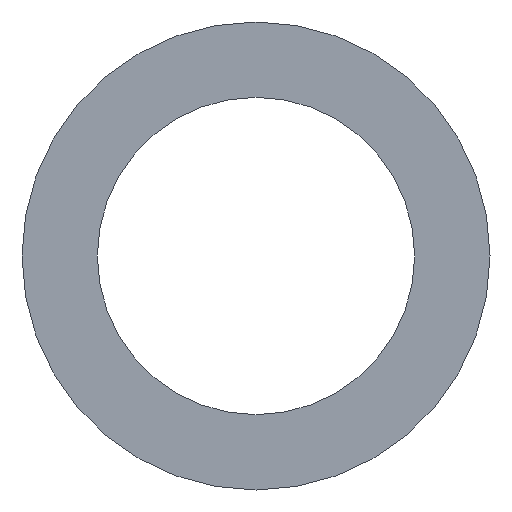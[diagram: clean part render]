
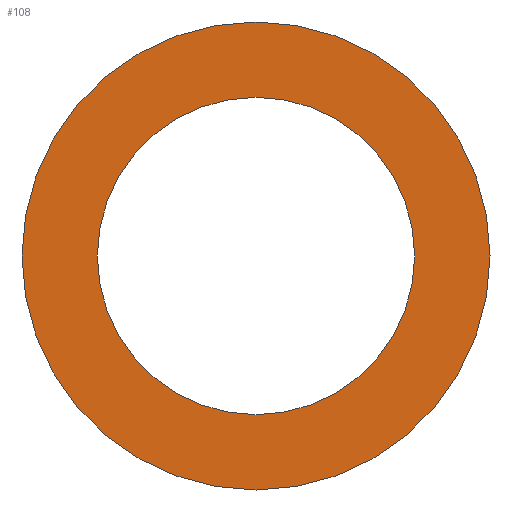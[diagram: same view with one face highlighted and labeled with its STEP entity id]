
A CAD part, left-side view. The second image highlights one B-rep face of the part: STEP entity #108.
In plain terms, the highlighted planar face has unit normal (-1, 0, 0).
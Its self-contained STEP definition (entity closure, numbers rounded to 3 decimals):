
#72 = VERTEX_POINT( '', #184 );
#104 = EDGE_CURVE( '', #152, #154, #221, .T. );
#108 = ADVANCED_FACE( '', ( #225, #226 ), #227, .T. );
#122 = EDGE_CURVE( '', #72, #128, #241, .T. );
#126 = EDGE_CURVE( '', #128, #72, #245, .T. );
#128 = VERTEX_POINT( '', #247 );
#152 = VERTEX_POINT( '', #275 );
#154 = VERTEX_POINT( '', #277 );
#158 = EDGE_CURVE( '', #154, #152, #281, .T. );
#184 = CARTESIAN_POINT( '', ( -168., -198.3, 0. ) );
#221 = CIRCLE( '', #351, 292.5 );
#225 = FACE_BOUND( '', #357, .T. );
#226 = FACE_OUTER_BOUND( '', #358, .T. );
#227 = PLANE( '', #359 );
#241 = CIRCLE( '', #375, 198.3 );
#245 = CIRCLE( '', #381, 198.3 );
#247 = CARTESIAN_POINT( '', ( -168., 198.3, 0. ) );
#275 = CARTESIAN_POINT( '', ( -168., 292.5, 0. ) );
#277 = CARTESIAN_POINT( '', ( -168., -292.5, 0. ) );
#281 = CIRCLE( '', #424, 292.5 );
#351 = AXIS2_PLACEMENT_3D( '', #493, #494, #495 );
#357 = EDGE_LOOP( '', ( #498, #499 ) );
#358 = EDGE_LOOP( '', ( #500, #501 ) );
#359 = AXIS2_PLACEMENT_3D( '', #502, #503, #504 );
#375 = AXIS2_PLACEMENT_3D( '', #512, #513, #514 );
#381 = AXIS2_PLACEMENT_3D( '', #518, #519, #520 );
#424 = AXIS2_PLACEMENT_3D( '', #553, #554, #555 );
#493 = CARTESIAN_POINT( '', ( -168., 0., 0. ) );
#494 = DIRECTION( '', ( -1., 0., 0. ) );
#495 = DIRECTION( '', ( 0., 1., 0. ) );
#498 = ORIENTED_EDGE( '', *, *, #126, .F. );
#499 = ORIENTED_EDGE( '', *, *, #122, .F. );
#500 = ORIENTED_EDGE( '', *, *, #104, .T. );
#501 = ORIENTED_EDGE( '', *, *, #158, .T. );
#502 = CARTESIAN_POINT( '', ( -168., 245.4, 0. ) );
#503 = DIRECTION( '', ( -1., 0., 0. ) );
#504 = DIRECTION( '', ( 0., 1., 0. ) );
#512 = CARTESIAN_POINT( '', ( -168., 0., 0. ) );
#513 = DIRECTION( '', ( -1., 0., 0. ) );
#514 = DIRECTION( '', ( 0., 1., 0. ) );
#518 = CARTESIAN_POINT( '', ( -168., 0., 0. ) );
#519 = DIRECTION( '', ( -1., 0., 0. ) );
#520 = DIRECTION( '', ( 0., 1., 0. ) );
#553 = CARTESIAN_POINT( '', ( -168., 0., 0. ) );
#554 = DIRECTION( '', ( -1., 0., 0. ) );
#555 = DIRECTION( '', ( 0., 1., 0. ) );
